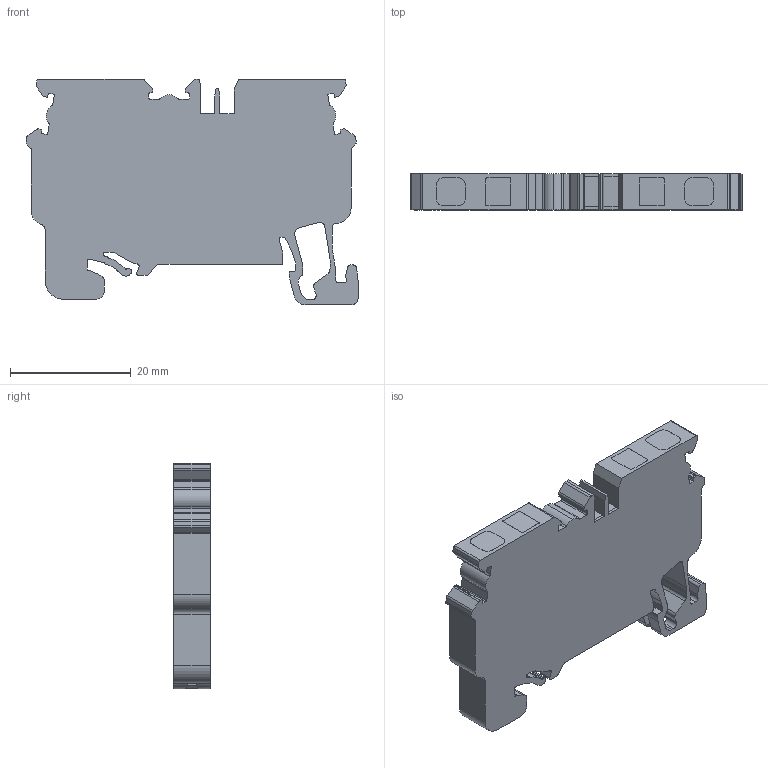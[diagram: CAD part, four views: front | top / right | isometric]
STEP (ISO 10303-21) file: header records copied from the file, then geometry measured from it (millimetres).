
FILE_DESCRIPTION (( 'STEP AP214' ), '1' );
FILE_NAME ('CX4GBU.STEP', '2024-11-20T07:11:04', ( '' ), ( '' ), 'SwSTEP 2.0', 'SolidWorks 2022', '' );
FILE_SCHEMA (( 'AUTOMOTIVE_DESIGN' ));
Length unit declared in the file: millimetre
Products named in the file (1): CX4GBU
Bounding box: 55.1 x 6 x 37.4 mm (x, y, z)
Volume: 8857.2 mm3; surface area: 5647.2 mm2
Topology: 1 solids, 2 shells, 389 faces, 1145 edges, 762 vertices
Faces by surface type: plane 209, cylinder 178, cone 2
Entity records: 13121 total; most frequent: CARTESIAN_POINT 2363, ORIENTED_EDGE 2290, DIRECTION 2249, EDGE_CURVE 1145, VECTOR 777, LINE 777, VERTEX_POINT 762, AXIS2_PLACEMENT_3D 736
